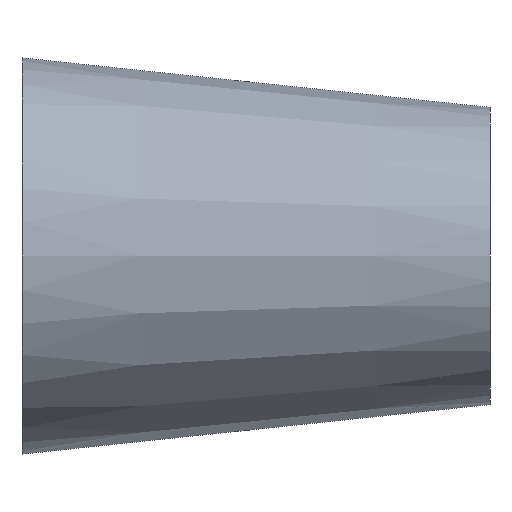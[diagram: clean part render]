
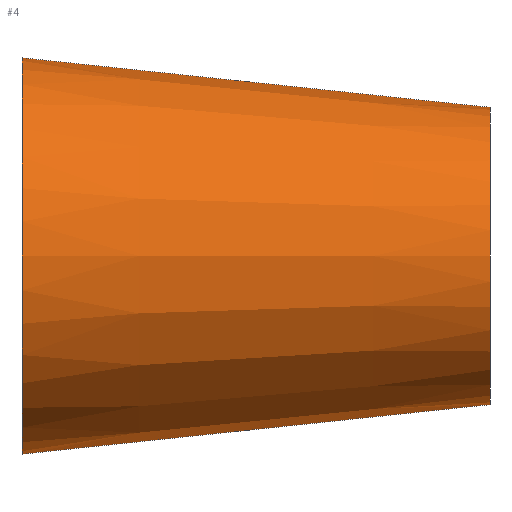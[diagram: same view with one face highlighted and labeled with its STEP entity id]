
A CAD part, front view. The second image highlights one B-rep face of the part: STEP entity #4.
In plain terms, the highlighted conical face has half-angle 6.041 degrees and reference radius 9.525 mm.
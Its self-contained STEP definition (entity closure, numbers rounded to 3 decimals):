
#4 = ADVANCED_FACE ( 'NONE', ( #187 ), #109, .T. ) ;
#13 = DIRECTION ( 'NONE',  ( 0., 0., 1. ) ) ;
#14 = EDGE_CURVE ( 'NONE', #206, #129, #139, .T. ) ;
#17 = AXIS2_PLACEMENT_3D ( 'NONE', #173, #74, #13 ) ;
#18 = CARTESIAN_POINT ( 'NONE',  ( 30., -0.606, -9.525 ) ) ;
#42 = CARTESIAN_POINT ( 'NONE',  ( 30., -0.606, 9.525 ) ) ;
#60 = CARTESIAN_POINT ( 'NONE',  ( 0., -0.606, 12.7 ) ) ;
#72 = AXIS2_PLACEMENT_3D ( 'NONE', #196, #212, #145 ) ;
#74 = DIRECTION ( 'NONE',  ( -1., 0., 0. ) ) ;
#78 = EDGE_CURVE ( 'NONE', #210, #90, #101, .T. ) ;
#81 = ORIENTED_EDGE ( 'NONE', *, *, #78, .T. ) ;
#86 = LINE ( 'NONE', #18, #189 ) ;
#88 = DIRECTION ( 'NONE',  ( 0., 0., 1. ) ) ;
#90 = VERTEX_POINT ( 'NONE', #130 ) ;
#92 = AXIS2_PLACEMENT_3D ( 'NONE', #141, #174, #88 ) ;
#94 = DIRECTION ( 'NONE',  ( -0.994, 0., -0.105 ) ) ;
#96 = CARTESIAN_POINT ( 'NONE',  ( 30., -0.606, -9.525 ) ) ;
#101 = CIRCLE ( 'NONE', #72, 9.525 ) ;
#105 = EDGE_LOOP ( 'NONE', ( #120, #81, #107, #207 ) ) ;
#107 = ORIENTED_EDGE ( 'NONE', *, *, #114, .T. ) ;
#109 = CONICAL_SURFACE ( 'NONE', #17, 9.525, 0.105 ) ;
#114 = EDGE_CURVE ( 'NONE', #90, #129, #117, .T. ) ;
#117 = LINE ( 'NONE', #42, #188 ) ;
#120 = ORIENTED_EDGE ( 'NONE', *, *, #128, .F. ) ;
#128 = EDGE_CURVE ( 'NONE', #210, #206, #86, .T. ) ;
#129 = VERTEX_POINT ( 'NONE', #60 ) ;
#130 = CARTESIAN_POINT ( 'NONE',  ( 30., -0.606, 9.525 ) ) ;
#139 = CIRCLE ( 'NONE', #92, 12.7 ) ;
#141 = CARTESIAN_POINT ( 'NONE',  ( 0., -0.606, 0. ) ) ;
#145 = DIRECTION ( 'NONE',  ( 0., 0., 1. ) ) ;
#162 = DIRECTION ( 'NONE',  ( -0.994, 0., 0.105 ) ) ;
#173 = CARTESIAN_POINT ( 'NONE',  ( 30., -0.606, 0. ) ) ;
#174 = DIRECTION ( 'NONE',  ( -1., 0., 0. ) ) ;
#187 = FACE_OUTER_BOUND ( 'NONE', #105, .T. ) ;
#188 = VECTOR ( 'NONE', #162, 1000. ) ;
#189 = VECTOR ( 'NONE', #94, 1000. ) ;
#196 = CARTESIAN_POINT ( 'NONE',  ( 30., -0.606, 0. ) ) ;
#200 = CARTESIAN_POINT ( 'NONE',  ( 0., -0.606, -12.7 ) ) ;
#206 = VERTEX_POINT ( 'NONE', #200 ) ;
#207 = ORIENTED_EDGE ( 'NONE', *, *, #14, .F. ) ;
#210 = VERTEX_POINT ( 'NONE', #96 ) ;
#212 = DIRECTION ( 'NONE',  ( -1., 0., 0. ) ) ;
